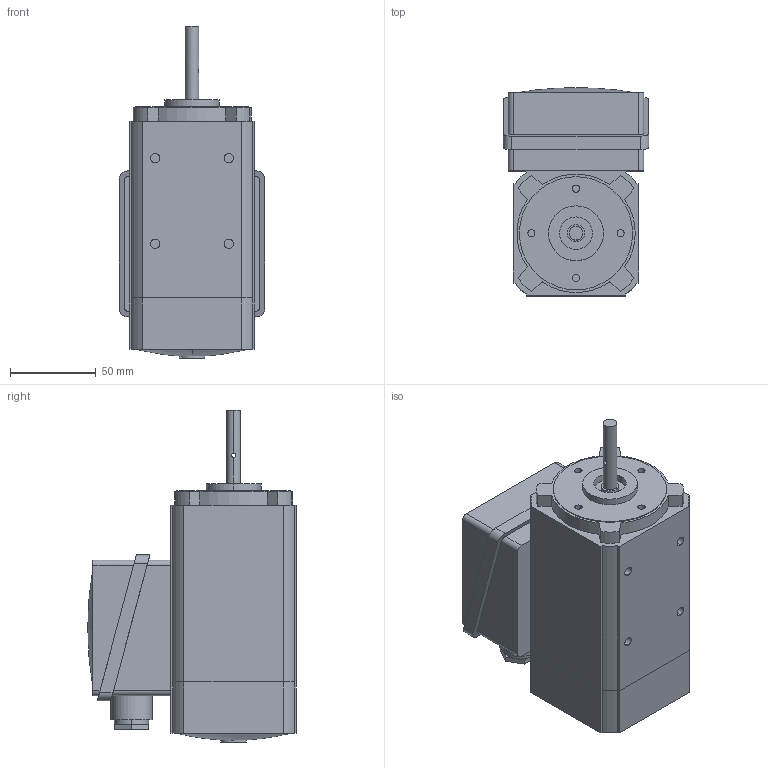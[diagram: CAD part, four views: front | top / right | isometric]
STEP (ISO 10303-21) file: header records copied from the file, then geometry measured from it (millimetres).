
FILE_DESCRIPTION (( 'STEP AP214' ), '1' );
FILE_NAME ('IGL65-40.STEP', '2023-05-17T08:05:43', ( '' ), ( '' ), 'SwSTEP 2.0', 'SolidWorks 2020', '' );
FILE_SCHEMA (( 'AUTOMOTIVE_DESIGN' ));
Length unit declared in the file: millimetre
Products named in the file (1): IGL65-40
Bounding box: 85 x 121.5 x 193.5 mm (x, y, z)
Volume: 1051201.9 mm3; surface area: 85759.9 mm2
Topology: 6 solids, 6 shells, 181 faces, 438 edges, 285 vertices
Faces by surface type: plane 98, cylinder 76, sphere 7
Entity records: 5472 total; most frequent: CARTESIAN_POINT 1039, DIRECTION 937, ORIENTED_EDGE 876, EDGE_CURVE 438, AXIS2_PLACEMENT_3D 339, VERTEX_POINT 285, LINE 259, VECTOR 259
